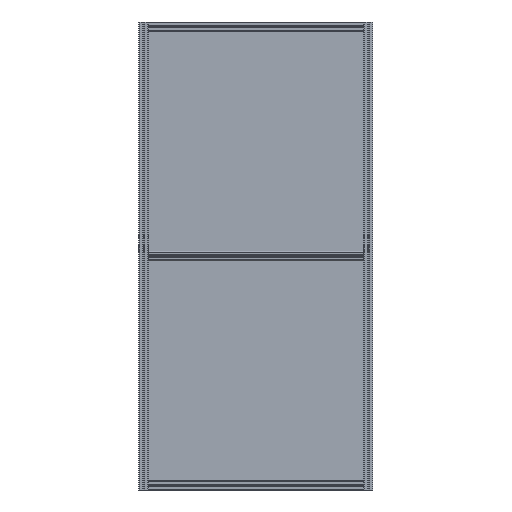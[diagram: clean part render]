
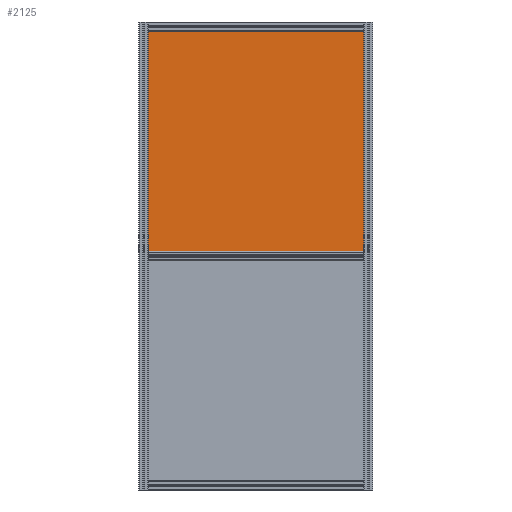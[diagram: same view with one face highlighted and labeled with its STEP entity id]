
A CAD part, front view. The second image highlights one B-rep face of the part: STEP entity #2125.
In plain terms, the highlighted face is planar.
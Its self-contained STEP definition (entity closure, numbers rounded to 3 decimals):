
#2125=ADVANCED_FACE('',(#3566),#3567,.T.);
#3566=FACE_OUTER_BOUND('',#6559,.T.);
#3567=PLANE('',#6560);
#6559=EDGE_LOOP('',(#9571,#9572,#9573,#9574));
#6560=AXIS2_PLACEMENT_3D('',#9575,#9576,#9577);
#9571=ORIENTED_EDGE('',*,*,#22198,.F.);
#9572=ORIENTED_EDGE('',*,*,#22196,.F.);
#9573=ORIENTED_EDGE('',*,*,#22190,.F.);
#9574=ORIENTED_EDGE('',*,*,#22193,.F.);
#9575=CARTESIAN_POINT('',(0.0,0.0,-4.0));
#9576=DIRECTION('',(0.0,0.0,-1.0));
#9577=DIRECTION('',(-1.0,0.0,0.0));
#22190=EDGE_CURVE('',#26401,#26396,#26403,.T.);
#22193=EDGE_CURVE('',#26406,#26401,#26408,.T.);
#22196=EDGE_CURVE('',#26396,#26409,#26413,.T.);
#22198=EDGE_CURVE('',#26409,#26406,#26415,.T.);
#26396=VERTEX_POINT('',#33426);
#26401=VERTEX_POINT('',#33433);
#26403=LINE('',#33436,#33437);
#26406=VERTEX_POINT('',#33441);
#26408=LINE('',#33444,#33445);
#26409=VERTEX_POINT('',#33446);
#26413=LINE('',#33452,#33453);
#26415=LINE('',#33456,#33457);
#33426=CARTESIAN_POINT('',(-470.0,-480.0,-4.0));
#33433=CARTESIAN_POINT('',(-470.0,480.0,-4.0));
#33436=CARTESIAN_POINT('',(-470.0,0.0,-4.0));
#33437=VECTOR('',#45654,1.0);
#33441=CARTESIAN_POINT('',(470.0,480.0,-4.0));
#33444=CARTESIAN_POINT('',(0.0,480.0,-4.0));
#33445=VECTOR('',#45657,1.0);
#33446=CARTESIAN_POINT('',(470.0,-480.0,-4.0));
#33452=CARTESIAN_POINT('',(0.0,-480.0,-4.0));
#33453=VECTOR('',#45660,1.0);
#33456=CARTESIAN_POINT('',(470.0,0.0,-4.0));
#33457=VECTOR('',#45662,1.0);
#45654=DIRECTION('',(0.0,-1.0,0.0));
#45657=DIRECTION('',(-1.0,0.0,0.0));
#45660=DIRECTION('',(1.0,0.0,0.0));
#45662=DIRECTION('',(0.0,1.0,0.0));
